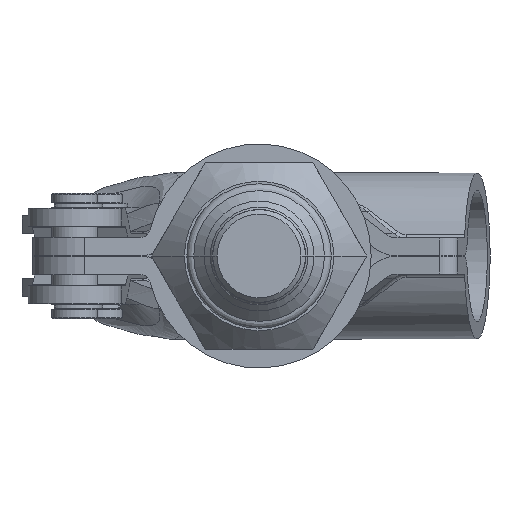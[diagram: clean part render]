
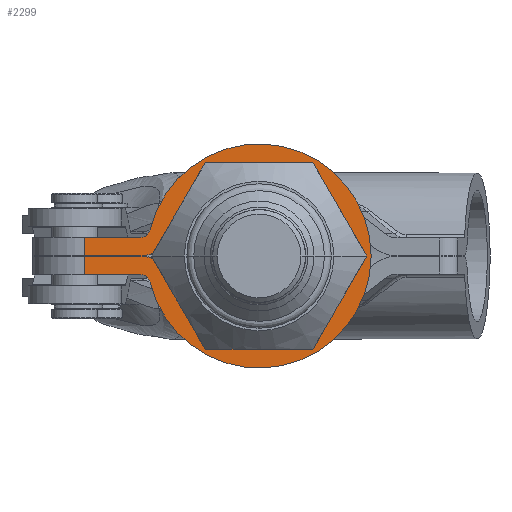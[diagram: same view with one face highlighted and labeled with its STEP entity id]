
A CAD part, front view. The second image highlights one B-rep face of the part: STEP entity #2299.
In plain terms, the highlighted planar face has unit normal (0, -1, 0).
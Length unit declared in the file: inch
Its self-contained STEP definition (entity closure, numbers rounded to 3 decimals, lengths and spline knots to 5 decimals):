
#345=CARTESIAN_POINT('',(0.,0.855,0.));
#346=DIRECTION('',(0.,1.,0.));
#347=DIRECTION('',(-0.889,0.,0.457));
#348=AXIS2_PLACEMENT_3D('',#345,#346,#347);
#350=CARTESIAN_POINT('',(0.,0.855,0.));
#351=DIRECTION('',(0.,1.,0.));
#352=DIRECTION('',(-0.049,0.,0.999));
#353=AXIS2_PLACEMENT_3D('',#350,#351,#352);
#355=CARTESIAN_POINT('',(0.,0.855,0.));
#356=DIRECTION('',(0.,1.,0.));
#357=DIRECTION('',(0.84,0.,0.542));
#358=AXIS2_PLACEMENT_3D('',#355,#356,#357);
#360=CARTESIAN_POINT('',(0.,0.855,0.));
#361=DIRECTION('',(0.,1.,0.));
#362=DIRECTION('',(0.889,0.,-0.457));
#363=AXIS2_PLACEMENT_3D('',#360,#361,#362);
#365=CARTESIAN_POINT('',(0.,0.855,0.));
#366=DIRECTION('',(0.,1.,0.));
#367=DIRECTION('',(0.049,0.,-0.999));
#368=AXIS2_PLACEMENT_3D('',#365,#366,#367);
#370=CARTESIAN_POINT('',(0.,0.855,0.));
#371=DIRECTION('',(0.,1.,0.));
#372=DIRECTION('',(-0.84,0.,-0.542));
#373=AXIS2_PLACEMENT_3D('',#370,#371,#372);
#380=CARTESIAN_POINT('',(-0.79073,0.855,0.189));
#381=DIRECTION('',(0.,1.,0.));
#382=DIRECTION('',(0.973,0.,-0.232));
#383=AXIS2_PLACEMENT_3D('',#380,#381,#382);
#385=DIRECTION('',(-1.,0.,0.));
#386=VECTOR('',#385,0.37827);
#387=CARTESIAN_POINT('',(-0.79073,0.855,0.001));
#388=LINE('',#387,#386);
#389=DIRECTION('',(1.,0.,0.));
#390=VECTOR('',#389,0.37827);
#391=CARTESIAN_POINT('',(-1.169,0.855,0.126));
#392=LINE('',#391,#390);
#393=CARTESIAN_POINT('',(-0.79073,0.855,0.189));
#394=DIRECTION('',(0.,-1.,0.));
#395=DIRECTION('',(0.,0.,-1.));
#396=AXIS2_PLACEMENT_3D('',#393,#394,#395);
#398=CARTESIAN_POINT('',(-0.79073,0.855,-0.189));
#399=DIRECTION('',(0.,1.,0.));
#400=DIRECTION('',(0.,0.,1.));
#401=AXIS2_PLACEMENT_3D('',#398,#399,#400);
#403=DIRECTION('',(1.,0.,0.));
#404=VECTOR('',#403,0.37827);
#405=CARTESIAN_POINT('',(-1.169,0.855,-0.126));
#406=LINE('',#405,#404);
#407=DIRECTION('',(-1.,0.,0.));
#408=VECTOR('',#407,0.37827);
#409=CARTESIAN_POINT('',(-0.79073,0.855,-0.001));
#410=LINE('',#409,#408);
#411=CARTESIAN_POINT('',(-0.79073,0.855,-0.189));
#412=DIRECTION('',(0.,-1.,0.));
#413=DIRECTION('',(0.973,0.,0.232));
#414=AXIS2_PLACEMENT_3D('',#411,#412,#413);
#416=CARTESIAN_POINT('',(0.,0.855,0.));
#417=DIRECTION('',(0.,1.,0.));
#418=DIRECTION('',(0.889,0.,0.457));
#419=AXIS2_PLACEMENT_3D('',#416,#417,#418);
#486=CARTESIAN_POINT('',(0.,0.855,0.));
#487=DIRECTION('',(0.,1.,0.));
#488=DIRECTION('',(0.84,0.,-0.542));
#489=AXIS2_PLACEMENT_3D('',#486,#487,#488);
#556=CARTESIAN_POINT('',(0.,0.855,0.));
#557=DIRECTION('',(0.,1.,0.));
#558=DIRECTION('',(-0.049,0.,-0.999));
#559=AXIS2_PLACEMENT_3D('',#556,#557,#558);
#626=CARTESIAN_POINT('',(0.,0.855,0.));
#627=DIRECTION('',(0.,1.,0.));
#628=DIRECTION('',(-0.889,0.,-0.457));
#629=AXIS2_PLACEMENT_3D('',#626,#627,#628);
#636=CARTESIAN_POINT('',(0.,0.855,0.));
#637=DIRECTION('',(0.,1.,0.));
#638=DIRECTION('',(-0.973,0.,0.232));
#639=AXIS2_PLACEMENT_3D('',#636,#637,#638);
#706=CARTESIAN_POINT('',(0.,0.855,0.));
#707=DIRECTION('',(0.,1.,0.));
#708=DIRECTION('',(-0.84,0.,0.542));
#709=AXIS2_PLACEMENT_3D('',#706,#707,#708);
#776=CARTESIAN_POINT('',(0.,0.855,0.));
#777=DIRECTION('',(0.,1.,0.));
#778=DIRECTION('',(0.049,0.,0.999));
#779=AXIS2_PLACEMENT_3D('',#776,#777,#778);
#1327=DIRECTION('',(0.,0.,1.));
#1328=VECTOR('',#1327,0.125);
#1329=CARTESIAN_POINT('',(-1.169,0.855,-0.126));
#1330=LINE('',#1329,#1328);
#1359=CARTESIAN_POINT('',(0.,0.855,0.));
#1360=DIRECTION('',(0.,-1.,0.));
#1361=DIRECTION('',(-0.973,0.,-0.232));
#1362=AXIS2_PLACEMENT_3D('',#1359,#1360,#1361);
#1391=DIRECTION('',(0.,0.,-1.));
#1392=VECTOR('',#1391,0.125);
#1393=CARTESIAN_POINT('',(-1.169,0.855,0.126));
#1394=LINE('',#1393,#1392);
#1831=CARTESIAN_POINT('',(-0.79073,0.855,0.126));
#1832=CARTESIAN_POINT('',(-0.72945,0.855,0.17435));
#1833=VERTEX_POINT('',#1831);
#1834=VERTEX_POINT('',#1832);
#1843=CARTESIAN_POINT('',(-0.79073,0.855,0.001));
#1844=VERTEX_POINT('',#1843);
#1849=CARTESIAN_POINT('',(-1.169,0.855,0.126));
#1850=VERTEX_POINT('',#1849);
#1851=CARTESIAN_POINT('',(-1.169,0.855,0.001));
#1852=VERTEX_POINT('',#1851);
#1861=CARTESIAN_POINT('',(-0.79073,0.855,-0.126));
#1862=CARTESIAN_POINT('',(-0.72945,0.855,-0.17435));
#1863=VERTEX_POINT('',#1861);
#1864=VERTEX_POINT('',#1862);
#1873=CARTESIAN_POINT('',(-0.79073,0.855,-0.001));
#1874=VERTEX_POINT('',#1873);
#1879=CARTESIAN_POINT('',(-1.169,0.855,-0.126));
#1880=VERTEX_POINT('',#1879);
#1881=CARTESIAN_POINT('',(-1.169,0.855,-0.001));
#1882=VERTEX_POINT('',#1881);
#1891=CARTESIAN_POINT('',(-0.60788,0.855,0.1453));
#1892=CARTESIAN_POINT('',(-0.55592,0.855,0.28562));
#1893=VERTEX_POINT('',#1891);
#1894=VERTEX_POINT('',#1892);
#1895=CARTESIAN_POINT('',(-0.52531,0.855,0.33863));
#1896=CARTESIAN_POINT('',(-0.03061,0.855,0.62425));
#1897=VERTEX_POINT('',#1895);
#1898=VERTEX_POINT('',#1896);
#1899=CARTESIAN_POINT('',(0.03061,0.855,0.62425));
#1900=CARTESIAN_POINT('',(0.52531,0.855,0.33863));
#1901=VERTEX_POINT('',#1899);
#1902=VERTEX_POINT('',#1900);
#1903=CARTESIAN_POINT('',(0.55592,0.855,0.28562));
#1904=CARTESIAN_POINT('',(0.55592,0.855,-0.28562));
#1905=VERTEX_POINT('',#1903);
#1906=VERTEX_POINT('',#1904);
#1907=CARTESIAN_POINT('',(0.52531,0.855,-0.33863));
#1908=CARTESIAN_POINT('',(0.03061,0.855,-0.62425));
#1909=VERTEX_POINT('',#1907);
#1910=VERTEX_POINT('',#1908);
#1911=CARTESIAN_POINT('',(-0.03061,0.855,-0.62425));
#1912=CARTESIAN_POINT('',(-0.52531,0.855,-0.33863));
#1913=VERTEX_POINT('',#1911);
#1914=VERTEX_POINT('',#1912);
#1915=CARTESIAN_POINT('',(-0.55592,0.855,-0.28562));
#1916=CARTESIAN_POINT('',(-0.60788,0.855,-0.1453));
#1917=VERTEX_POINT('',#1915);
#1918=VERTEX_POINT('',#1916);
#2250=CARTESIAN_POINT('',(0.,0.855,0.));
#2251=DIRECTION('',(0.,1.,0.));
#2252=DIRECTION('',(1.,0.,0.));
#2253=AXIS2_PLACEMENT_3D('',#2250,#2251,#2252);
#2254=PLANE('',#2253);
#2256=ORIENTED_EDGE('',*,*,#2255,.F.);
#2257=ORIENTED_EDGE('',*,*,#2229,.F.);
#2259=ORIENTED_EDGE('',*,*,#2258,.F.);
#2260=ORIENTED_EDGE('',*,*,#2226,.F.);
#2262=ORIENTED_EDGE('',*,*,#2261,.F.);
#2263=ORIENTED_EDGE('',*,*,#2223,.F.);
#2265=ORIENTED_EDGE('',*,*,#2264,.F.);
#2267=ORIENTED_EDGE('',*,*,#2266,.T.);
#2269=ORIENTED_EDGE('',*,*,#2268,.T.);
#2271=ORIENTED_EDGE('',*,*,#2270,.F.);
#2273=ORIENTED_EDGE('',*,*,#2272,.T.);
#2275=ORIENTED_EDGE('',*,*,#2274,.T.);
#2277=ORIENTED_EDGE('',*,*,#2276,.F.);
#2279=ORIENTED_EDGE('',*,*,#2278,.F.);
#2281=ORIENTED_EDGE('',*,*,#2280,.F.);
#2283=ORIENTED_EDGE('',*,*,#2282,.T.);
#2285=ORIENTED_EDGE('',*,*,#2284,.F.);
#2287=ORIENTED_EDGE('',*,*,#2286,.F.);
#2289=ORIENTED_EDGE('',*,*,#2288,.F.);
#2290=ORIENTED_EDGE('',*,*,#2238,.F.);
#2292=ORIENTED_EDGE('',*,*,#2291,.F.);
#2293=ORIENTED_EDGE('',*,*,#2235,.F.);
#2295=ORIENTED_EDGE('',*,*,#2294,.F.);
#2296=ORIENTED_EDGE('',*,*,#2232,.F.);
#2297=EDGE_LOOP('',(#2256,#2257,#2259,#2260,#2262,#2263,#2265,#2267,#2269,#2271,
#2273,#2275,#2277,#2279,#2281,#2283,#2285,#2287,#2289,#2290,#2292,#2293,#2295,
#2296));
#2298=FACE_OUTER_BOUND('',#2297,.F.);
#2299=ADVANCED_FACE('',(#2298),#2254,.F.);
#349=CIRCLE('',#348,0.625);
#354=CIRCLE('',#353,0.625);
#359=CIRCLE('',#358,0.625);
#364=CIRCLE('',#363,0.625);
#369=CIRCLE('',#368,0.625);
#374=CIRCLE('',#373,0.625);
#384=CIRCLE('',#383,0.188);
#397=CIRCLE('',#396,0.063);
#402=CIRCLE('',#401,0.063);
#415=CIRCLE('',#414,0.188);
#420=CIRCLE('',#419,0.625);
#490=CIRCLE('',#489,0.625);
#560=CIRCLE('',#559,0.625);
#630=CIRCLE('',#629,0.625);
#640=CIRCLE('',#639,0.625);
#710=CIRCLE('',#709,0.625);
#780=CIRCLE('',#779,0.625);
#1363=CIRCLE('',#1362,0.75);
#2223=EDGE_CURVE('',#1894,#1897,#349,.T.);
#2226=EDGE_CURVE('',#1898,#1901,#354,.T.);
#2229=EDGE_CURVE('',#1902,#1905,#359,.T.);
#2232=EDGE_CURVE('',#1906,#1909,#364,.T.);
#2235=EDGE_CURVE('',#1910,#1913,#369,.T.);
#2238=EDGE_CURVE('',#1914,#1917,#374,.T.);
#2255=EDGE_CURVE('',#1905,#1906,#420,.T.);
#2258=EDGE_CURVE('',#1901,#1902,#780,.T.);
#2261=EDGE_CURVE('',#1897,#1898,#710,.T.);
#2264=EDGE_CURVE('',#1893,#1894,#640,.T.);
#2266=EDGE_CURVE('',#1893,#1844,#384,.T.);
#2268=EDGE_CURVE('',#1844,#1852,#388,.T.);
#2270=EDGE_CURVE('',#1850,#1852,#1394,.T.);
#2272=EDGE_CURVE('',#1850,#1833,#392,.T.);
#2274=EDGE_CURVE('',#1833,#1834,#397,.T.);
#2276=EDGE_CURVE('',#1864,#1834,#1363,.T.);
#2278=EDGE_CURVE('',#1863,#1864,#402,.T.);
#2280=EDGE_CURVE('',#1880,#1863,#406,.T.);
#2282=EDGE_CURVE('',#1880,#1882,#1330,.T.);
#2284=EDGE_CURVE('',#1874,#1882,#410,.T.);
#2286=EDGE_CURVE('',#1918,#1874,#415,.T.);
#2288=EDGE_CURVE('',#1917,#1918,#630,.T.);
#2291=EDGE_CURVE('',#1913,#1914,#560,.T.);
#2294=EDGE_CURVE('',#1909,#1910,#490,.T.);
